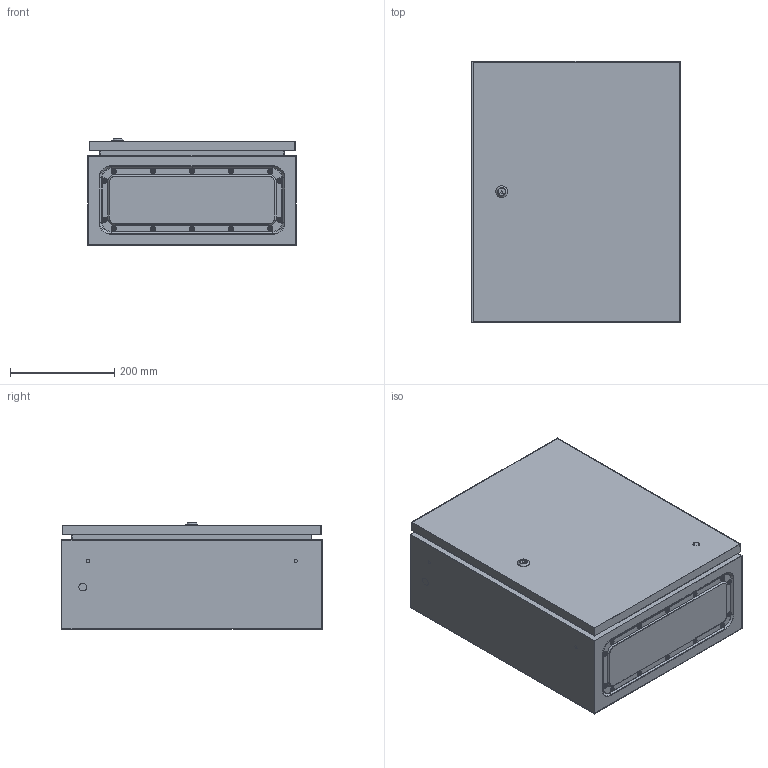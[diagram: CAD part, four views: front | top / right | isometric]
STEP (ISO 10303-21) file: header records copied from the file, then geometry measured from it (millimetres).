
FILE_DESCRIPTION (( 'STEP AP214' ), '1' );
FILE_NAME ('SHMP-50.40.20 TITAN5 IP54.STEP', '2022-09-16T10:01:34', ( '' ), ( '' ), 'SwSTEP 2.0', 'SolidWorks 2022', '' );
FILE_SCHEMA (( 'AUTOMOTIVE_DESIGN' ));
Length unit declared in the file: millimetre
Products named in the file (7): Mont.Panel_500x400; Obolochka_SHMP_ShMP-50.40.20; Винт_резьбовыдавливающий_М4х9; Gaika_6; Dver_-500.400; SHMP-50.40.20 TITAN5 IP54; Kryshka1_350x125
Assembly tree (22 placements, depth 2):
  SHMP-50.40.20 TITAN5 IP54
    Obolochka_SHMP_ShMP-50.40.20
    Mont.Panel_500x400
    Dver_-500.400
    Kryshka1_350x125
    Gaika_6  x4
    Винт_резьбовыдавливающий_М4х9  x14
Bounding box: 400 x 500.5 x 204.5 mm (x, y, z)
Volume: 1137049.8 mm3; surface area: 2032057.9 mm2
Topology: 26 solids, 26 shells, 1285 faces, 3301 edges, 2211 vertices
Faces by surface type: plane 874, cylinder 283, cone 40, torus 32, bspline 28, sphere 28
Entity records: 26452 total; most frequent: CARTESIAN_POINT 4974, DIRECTION 4280, ORIENTED_EDGE 4274, EDGE_CURVE 2137, LINE 1698, VECTOR 1698, VERTEX_POINT 1409, AXIS2_PLACEMENT_3D 1291
